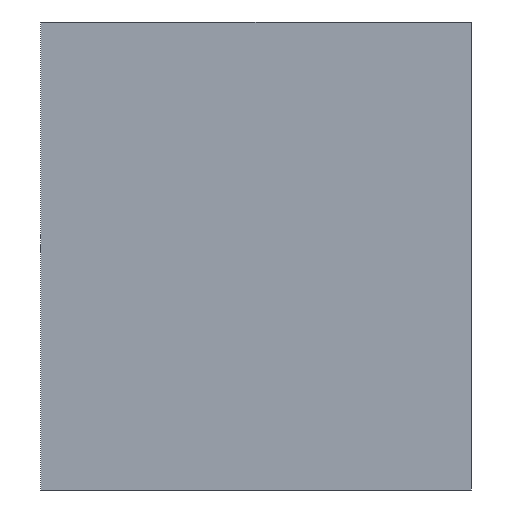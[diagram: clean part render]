
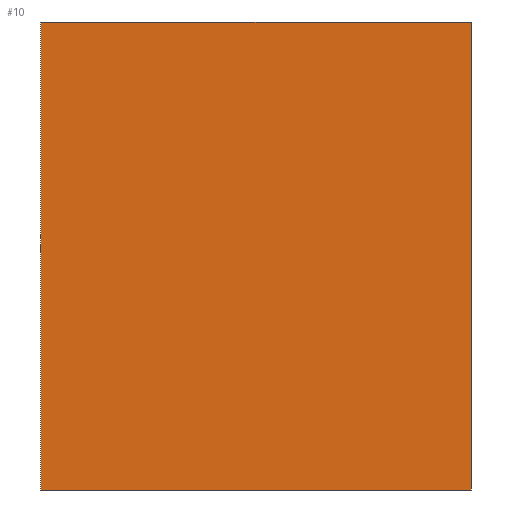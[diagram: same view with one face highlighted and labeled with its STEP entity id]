
A CAD part, front view. The second image highlights one B-rep face of the part: STEP entity #10.
In plain terms, the highlighted planar face has unit normal (0, -1, 0).
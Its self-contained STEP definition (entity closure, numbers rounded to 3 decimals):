
#1 = VERTEX_POINT ( 'NONE', #100 ) ;
#10 = ADVANCED_FACE ( 'NONE', ( #217 ), #223, .T. ) ;
#12 = DIRECTION ( 'NONE',  ( 0., 0., -1. ) ) ;
#48 = DIRECTION ( 'NONE',  ( 0., -1., 0. ) ) ;
#57 = DIRECTION ( 'NONE',  ( 0., 0., -1. ) ) ;
#65 = VERTEX_POINT ( 'NONE', #105 ) ;
#69 = ORIENTED_EDGE ( 'NONE', *, *, #139, .F. ) ;
#71 = LINE ( 'NONE', #278, #162 ) ;
#83 = CARTESIAN_POINT ( 'NONE',  ( 11.5, 0., 0. ) ) ;
#89 = CARTESIAN_POINT ( 'NONE',  ( 0., 0., -12.5 ) ) ;
#94 = VERTEX_POINT ( 'NONE', #266 ) ;
#100 = CARTESIAN_POINT ( 'NONE',  ( 0., 0., -12.5 ) ) ;
#105 = CARTESIAN_POINT ( 'NONE',  ( 11.5, 0., -12.5 ) ) ;
#112 = VECTOR ( 'NONE', #353, 1000. ) ;
#133 = VECTOR ( 'NONE', #57, 1000. ) ;
#139 = EDGE_CURVE ( 'NONE', #196, #65, #316, .T. ) ;
#149 = LINE ( 'NONE', #89, #112 ) ;
#152 = ORIENTED_EDGE ( 'NONE', *, *, #210, .F. ) ;
#162 = VECTOR ( 'NONE', #361, 1000. ) ;
#196 = VERTEX_POINT ( 'NONE', #83 ) ;
#210 = EDGE_CURVE ( 'NONE', #65, #1, #149, .T. ) ;
#217 = FACE_OUTER_BOUND ( 'NONE', #250, .T. ) ;
#222 = EDGE_CURVE ( 'NONE', #1, #94, #71, .T. ) ;
#223 = PLANE ( 'NONE',  #294 ) ;
#243 = CARTESIAN_POINT ( 'NONE',  ( 0., 0., 0. ) ) ;
#250 = EDGE_LOOP ( 'NONE', ( #337, #152, #69, #368 ) ) ;
#266 = CARTESIAN_POINT ( 'NONE',  ( 0., 0., 0. ) ) ;
#268 = EDGE_CURVE ( 'NONE', #94, #196, #359, .T. ) ;
#270 = VECTOR ( 'NONE', #328, 1000. ) ;
#278 = CARTESIAN_POINT ( 'NONE',  ( 0., 0., 0. ) ) ;
#294 = AXIS2_PLACEMENT_3D ( 'NONE', #303, #48, #12 ) ;
#303 = CARTESIAN_POINT ( 'NONE',  ( 0., 0., 0. ) ) ;
#316 = LINE ( 'NONE', #345, #133 ) ;
#328 = DIRECTION ( 'NONE',  ( 1., 0., 0. ) ) ;
#337 = ORIENTED_EDGE ( 'NONE', *, *, #222, .F. ) ;
#345 = CARTESIAN_POINT ( 'NONE',  ( 11.5, 0., 0. ) ) ;
#353 = DIRECTION ( 'NONE',  ( -1., 0., 0. ) ) ;
#359 = LINE ( 'NONE', #243, #270 ) ;
#361 = DIRECTION ( 'NONE',  ( 0., 0., 1. ) ) ;
#368 = ORIENTED_EDGE ( 'NONE', *, *, #268, .F. ) ;
